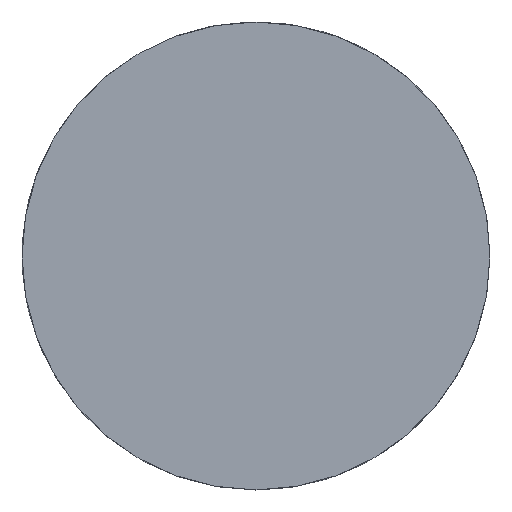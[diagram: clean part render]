
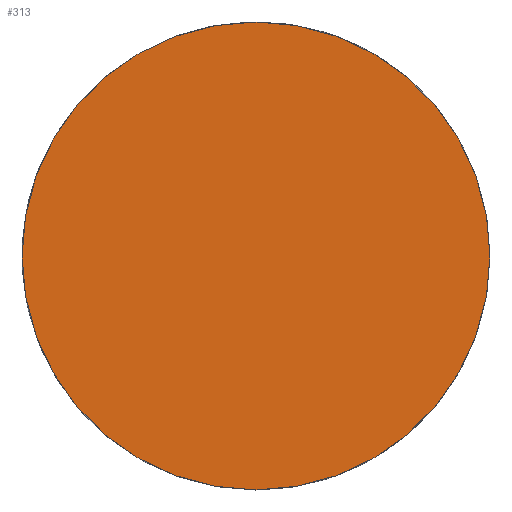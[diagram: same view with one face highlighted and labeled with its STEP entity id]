
A CAD part, top view. The second image highlights one B-rep face of the part: STEP entity #313.
In plain terms, the highlighted planar face has unit normal (0, 0, 1).
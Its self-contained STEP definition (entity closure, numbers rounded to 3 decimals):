
#24=PLANE('',#369);
#38=CIRCLE('',#358,19.831);
#65=FACE_OUTER_BOUND('',#84,.T.);
#84=EDGE_LOOP('',(#291));
#154=VERTEX_POINT('',#671);
#196=EDGE_CURVE('',#154,#154,#38,.T.);
#291=ORIENTED_EDGE('',*,*,#196,.F.);
#313=ADVANCED_FACE('',(#65),#24,.T.);
#358=AXIS2_PLACEMENT_3D('',#673,#434,#435);
#369=AXIS2_PLACEMENT_3D('',#687,#457,#458);
#434=DIRECTION('center_axis',(0.,0.,-1.));
#435=DIRECTION('ref_axis',(1.,0.,0.));
#457=DIRECTION('center_axis',(0.,0.,1.));
#458=DIRECTION('ref_axis',(1.,0.,0.));
#671=CARTESIAN_POINT('',(0.,-32.331,3.3));
#673=CARTESIAN_POINT('Origin',(0.,-12.5,3.3));
#687=CARTESIAN_POINT('Origin',(0.,7.331,3.3));
